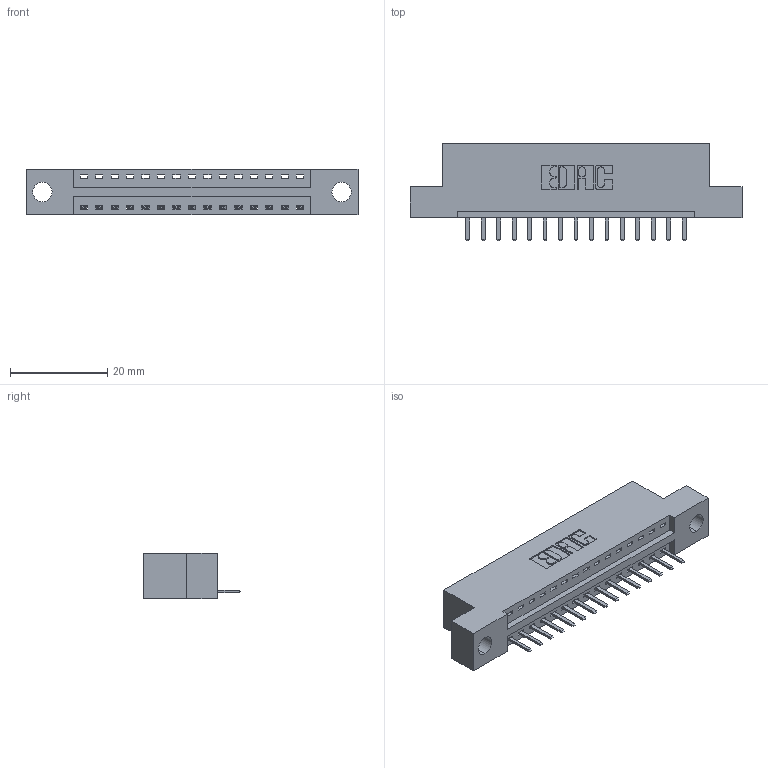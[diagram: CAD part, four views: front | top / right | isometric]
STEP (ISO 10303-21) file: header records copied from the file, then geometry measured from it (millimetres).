
FILE_DESCRIPTION (( 'STEP AP203' ), '1' );
FILE_NAME ('346-015-520-104.STEP', '2022-05-05T07:33:22', ( '' ), ( '' ), 'SwSTEP 2.0', 'SolidWorks 2020', '' );
FILE_SCHEMA (( 'CONFIG_CONTROL_DESIGN' ));
Length unit declared in the file: inch
Products named in the file (3): 346 Part_Flush Mounting Lugs - 0.156 Dia-TH; 345-292-001_345-293-120; 346-015-520-104
Assembly tree (16 placements, depth 2):
  346-015-520-104
    346 Part_Flush Mounting Lugs - 0.156 Dia-TH
    345-292-001_345-293-120  x15
Bounding box: 68.2 x 20.02 x 9.4 mm (x, y, z)
Volume: 6193 mm3; surface area: 7142.4 mm2
Topology: 16 solids, 16 shells, 1066 faces, 3125 edges, 2042 vertices
Faces by surface type: plane 720, cylinder 346
Entity records: 13477 total; most frequent: CARTESIAN_POINT 2339, ORIENTED_EDGE 2274, DIRECTION 2083, EDGE_CURVE 1137, VECTOR 941, LINE 941, VERTEX_POINT 754, AXIS2_PLACEMENT_3D 571
